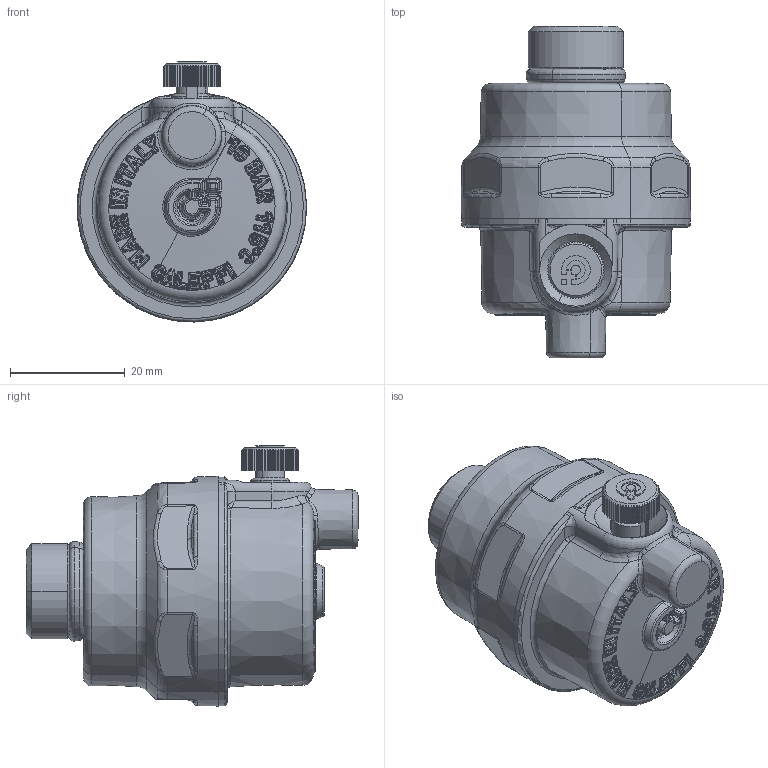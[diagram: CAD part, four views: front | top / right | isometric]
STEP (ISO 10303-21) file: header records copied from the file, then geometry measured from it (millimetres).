
FILE_DESCRIPTION(('CATIA V5 STEP Exchange','CAx-IF Rec.Pracs.--- Model Styling and Organization---1.4--- 2014-01-23','CAx-IF Rec.Pracs.---3D Tessellated Data Validation Properties---0.5---2014-09-14'),'2;1');
FILE_NAME('STEP_502641_-_TST.stp','2020-06-16T12:18:41+00:00',('none'),('none'),'CATIA Version 5-6 Release 2019 SP3','CATIA V5 STEP AP242 v1','none');
FILE_SCHEMA(('AP242_MANAGED_MODEL_BASED_3D_ENGINEERING_MIM_LF {1 0 10303 442 1 1 4}'));
Length unit declared in the file: millimetre
Products named in the file (1): 502641 - TST
Bounding box: 39.93 x 57.8 x 45.29 mm (x, y, z)
Volume: 42882 mm3; surface area: 7908.8 mm2
Topology: 1 solids, 2 shells, 2066 faces, 4933 edges, 2681 vertices
Faces by surface type: cylinder 632, bspline 616, plane 448, sphere 206, torus 82, cone 82
Entity records: 103082 total; most frequent: CARTESIAN_POINT 64692, ORIENTED_EDGE 9418, DIRECTION 4971, EDGE_CURVE 4709, VERTEX_POINT 2681, AXIS2_PLACEMENT_3D 2342, B_SPLINE_CURVE_WITH_KNOTS 2308, EDGE_LOOP 2102
